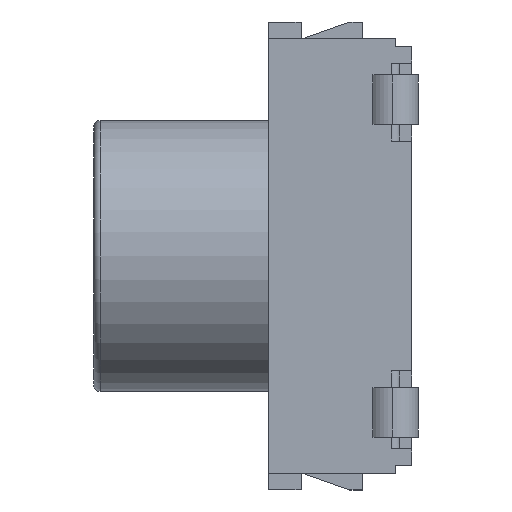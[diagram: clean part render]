
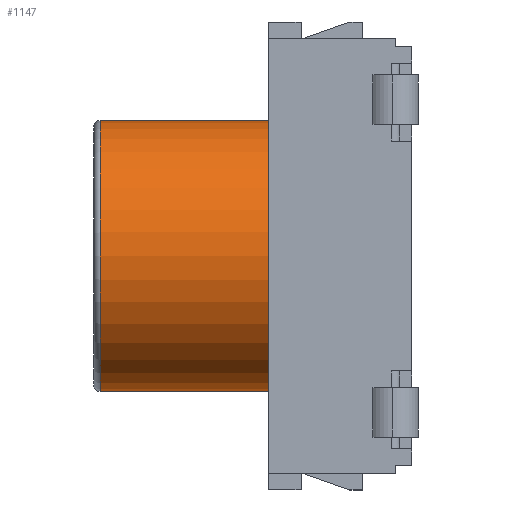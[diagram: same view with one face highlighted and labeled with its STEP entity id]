
A CAD part, left-side view. The second image highlights one B-rep face of the part: STEP entity #1147.
In plain terms, the highlighted cylindrical face has radius 3.3 mm (diameter 6.6 mm), a partial arc.
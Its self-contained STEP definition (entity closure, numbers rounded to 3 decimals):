
#564 = CARTESIAN_POINT ( 'NONE',  ( 0., 3.5, 3.3 ) ) ;
#1020 = EDGE_CURVE ( 'NONE', #1265, #1022, #2414, .T. ) ;
#1022 = VERTEX_POINT ( 'NONE', #2467 ) ;
#1147 = ADVANCED_FACE ( 'NONE', ( #2883 ), #2882, .T. ) ;
#1148 = ORIENTED_EDGE ( 'NONE', *, *, #1241, .F. ) ;
#1151 = EDGE_LOOP ( 'NONE', ( #1148, #1192, #1194, #1195 ) ) ;
#1192 = ORIENTED_EDGE ( 'NONE', *, *, #1193, .T. ) ;
#1193 = EDGE_CURVE ( 'NONE', #1266, #1265, #2921, .T. ) ;
#1194 = ORIENTED_EDGE ( 'NONE', *, *, #1020, .T. ) ;
#1195 = ORIENTED_EDGE ( 'NONE', *, *, #1196, .T. ) ;
#1196 = EDGE_CURVE ( 'NONE', #1022, #2249, #2917, .T. ) ;
#1241 = EDGE_CURVE ( 'NONE', #1266, #2249, #3016, .T. ) ;
#1265 = VERTEX_POINT ( 'NONE', #3084 ) ;
#1266 = VERTEX_POINT ( 'NONE', #3083 ) ;
#2249 = VERTEX_POINT ( 'NONE', #564 ) ;
#2411 = DIRECTION ( 'NONE',  ( 0., -1., 0. ) ) ;
#2412 = VECTOR ( 'NONE', #2411, 1000. ) ;
#2413 = CARTESIAN_POINT ( 'NONE',  ( 0., 7.75, -3.3 ) ) ;
#2414 = LINE ( 'NONE', #2413, #2412 ) ;
#2467 = CARTESIAN_POINT ( 'NONE',  ( 0., 3.5, -3.3 ) ) ;
#2878 = DIRECTION ( 'NONE',  ( 0., 0., -1. ) ) ;
#2879 = DIRECTION ( 'NONE',  ( 0., -1., 0. ) ) ;
#2880 = AXIS2_PLACEMENT_3D ( 'NONE', #2881, #2879, #2878 ) ;
#2881 = CARTESIAN_POINT ( 'NONE',  ( 0., 7.75, 0. ) ) ;
#2882 = CYLINDRICAL_SURFACE ( 'NONE', #2880, 3.3 ) ;
#2883 = FACE_OUTER_BOUND ( 'NONE', #1151, .T. ) ;
#2913 = DIRECTION ( 'NONE',  ( 0., 0., 1. ) ) ;
#2914 = DIRECTION ( 'NONE',  ( 0., 1., 0. ) ) ;
#2915 = CARTESIAN_POINT ( 'NONE',  ( 0., 3.5, 0. ) ) ;
#2916 = AXIS2_PLACEMENT_3D ( 'NONE', #2915, #2914, #2913 ) ;
#2917 = CIRCLE ( 'NONE', #2916, 3.3 ) ;
#2918 = DIRECTION ( 'NONE',  ( 0., 0., 1. ) ) ;
#2919 = DIRECTION ( 'NONE',  ( 0., -1., 0. ) ) ;
#2920 = AXIS2_PLACEMENT_3D ( 'NONE', #2925, #2919, #2918 ) ;
#2921 = CIRCLE ( 'NONE', #2920, 3.3 ) ;
#2925 = CARTESIAN_POINT ( 'NONE',  ( 0., 7.6, 0. ) ) ;
#3013 = DIRECTION ( 'NONE',  ( 0., -1., 0. ) ) ;
#3014 = VECTOR ( 'NONE', #3013, 1000. ) ;
#3015 = CARTESIAN_POINT ( 'NONE',  ( 0., 7.75, 3.3 ) ) ;
#3016 = LINE ( 'NONE', #3015, #3014 ) ;
#3083 = CARTESIAN_POINT ( 'NONE',  ( 0., 7.6, 3.3 ) ) ;
#3084 = CARTESIAN_POINT ( 'NONE',  ( 0., 7.6, -3.3 ) ) ;
